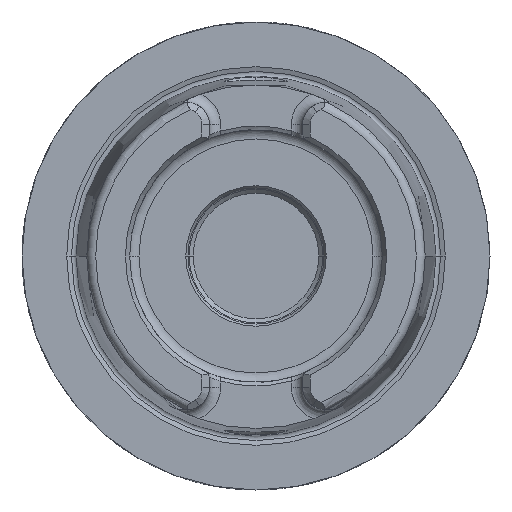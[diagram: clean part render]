
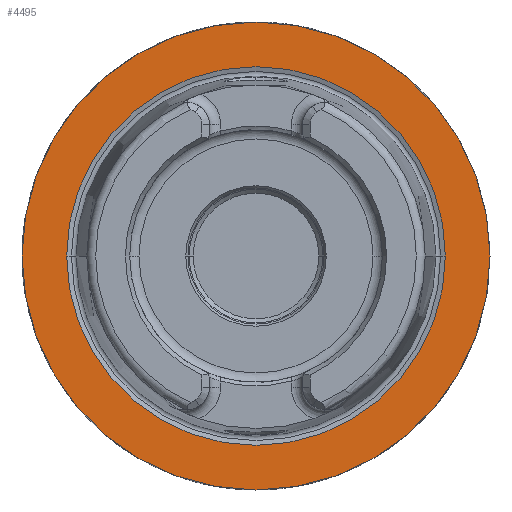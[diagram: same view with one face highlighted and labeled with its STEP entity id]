
A CAD part, left-side view. The second image highlights one B-rep face of the part: STEP entity #4495.
In plain terms, the highlighted planar face has unit normal (-1, 0, 0).
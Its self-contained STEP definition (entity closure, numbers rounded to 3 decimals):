
#1068=CARTESIAN_POINT('',(0.,0.,0.));
#1069=DIRECTION('',(1.,0.,0.));
#1070=DIRECTION('',(0.,1.,0.));
#1071=AXIS2_PLACEMENT_3D('',#1068,#1069,#1070);
#1073=CARTESIAN_POINT('',(0.,0.,0.));
#1074=DIRECTION('',(-1.,0.,0.));
#1075=DIRECTION('',(0.,1.,0.));
#1076=AXIS2_PLACEMENT_3D('',#1073,#1074,#1075);
#1078=CARTESIAN_POINT('',(0.,0.,0.));
#1079=DIRECTION('',(-1.,0.,0.));
#1080=DIRECTION('',(0.,-1.,0.));
#1081=AXIS2_PLACEMENT_3D('',#1078,#1079,#1080);
#1083=CARTESIAN_POINT('',(0.,0.,0.));
#1084=DIRECTION('',(-1.,0.,0.));
#1085=DIRECTION('',(0.,1.,0.));
#1086=AXIS2_PLACEMENT_3D('',#1083,#1084,#1085);
#2752=CARTESIAN_POINT('',(0.,31.5,0.));
#2753=CARTESIAN_POINT('',(0.,-31.5,0.));
#2754=VERTEX_POINT('',#2752);
#2755=VERTEX_POINT('',#2753);
#2780=CARTESIAN_POINT('',(0.,-25.49,0.));
#2781=VERTEX_POINT('',#2780);
#2782=CARTESIAN_POINT('',(0.,25.49,0.));
#2783=VERTEX_POINT('',#2782);
#4480=CARTESIAN_POINT('',(0.,0.,0.));
#4481=DIRECTION('',(1.,0.,0.));
#4482=DIRECTION('',(0.,-1.,0.));
#4483=AXIS2_PLACEMENT_3D('',#4480,#4481,#4482);
#4484=PLANE('',#4483);
#4486=ORIENTED_EDGE('',*,*,#4485,.T.);
#4488=ORIENTED_EDGE('',*,*,#4487,.F.);
#4489=EDGE_LOOP('',(#4486,#4488));
#4490=FACE_OUTER_BOUND('',#4489,.F.);
#4491=ORIENTED_EDGE('',*,*,#4475,.T.);
#4492=ORIENTED_EDGE('',*,*,#4459,.T.);
#4493=EDGE_LOOP('',(#4491,#4492));
#4494=FACE_BOUND('',#4493,.F.);
#4495=ADVANCED_FACE('',(#4490,#4494),#4484,.F.);
#1072=CIRCLE('',#1071,31.5);
#1077=CIRCLE('',#1076,31.5);
#1082=CIRCLE('',#1081,25.49);
#1087=CIRCLE('',#1086,25.49);
#4459=EDGE_CURVE('',#2783,#2781,#1087,.T.);
#4475=EDGE_CURVE('',#2781,#2783,#1082,.T.);
#4485=EDGE_CURVE('',#2754,#2755,#1072,.T.);
#4487=EDGE_CURVE('',#2754,#2755,#1077,.T.);
